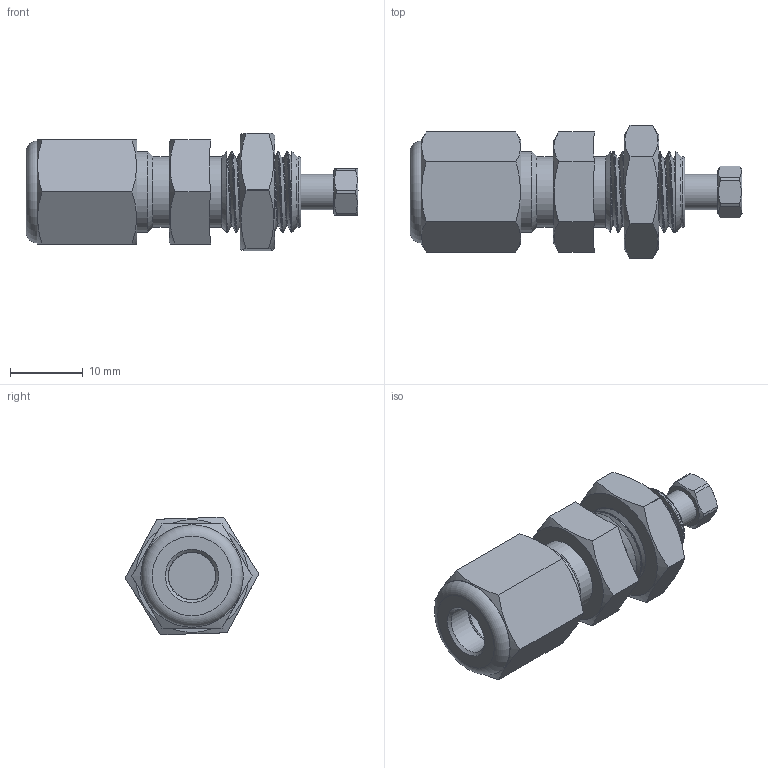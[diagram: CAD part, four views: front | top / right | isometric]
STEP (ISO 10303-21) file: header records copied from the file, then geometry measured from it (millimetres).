
FILE_DESCRIPTION((''),'2;1');
FILE_NAME('305172-EZBRU41 Bulkhead external-internal reducing union.stp','2013-08-22T16:50:49',('Franzp'),(''),'Autodesk Inventor 2013','Autodesk Inventor 2013','');
FILE_SCHEMA(('AUTOMOTIVE_DESIGN { 1 0 10303 214 1 1 1 1 }'));
Length unit declared in the file: millimetre
Products named in the file (3): 3151a72; 315172; 310536
Assembly tree (2 placements, depth 2):
  3151a72
    315172
    310536
Bounding box: 45.6 x 18.31 x 16.14 mm (x, y, z)
Volume: 646.4 mm3; surface area: 4233.8 mm2
Topology: 1 solids, 11 shells, 85 faces, 218 edges, 139 vertices
Faces by surface type: plane 37, cylinder 23, cone 17, bspline 6, torus 2
Full cylindrical faces by diameter (mm): 1.727 x1, 4.826 x1, 6.452 x1, 6.55 x1, 9.229 x2, 9.72 x3, 9.728 x1, 11.113 x1
Entity records: 5997 total; most frequent: CARTESIAN_POINT 4047, DIRECTION 358, ORIENTED_EDGE 330, EDGE_CURVE 180, AXIS2_PLACEMENT_3D 161, VERTEX_POINT 131, EDGE_LOOP 126, FACE_OUTER_BOUND 85
